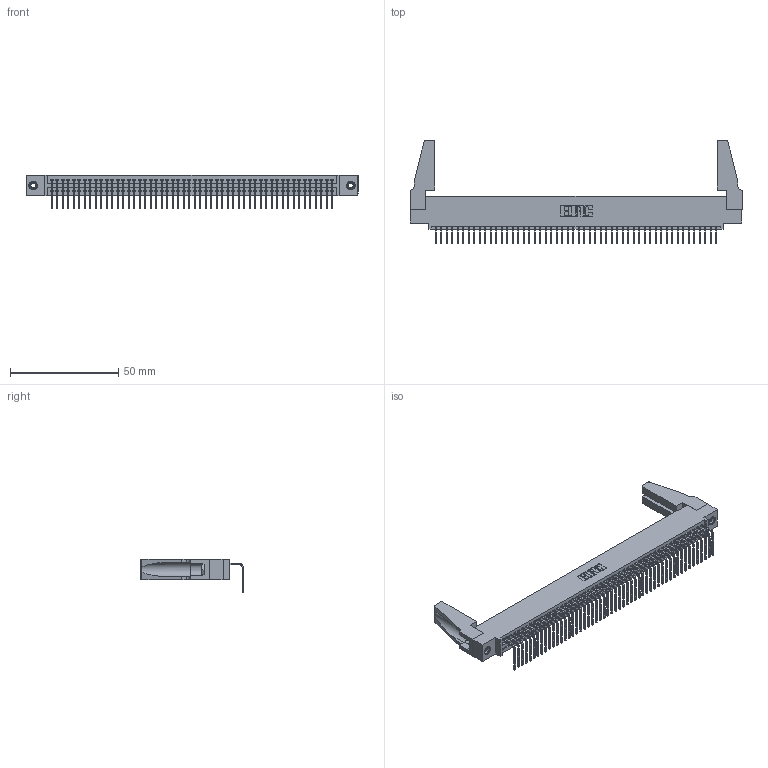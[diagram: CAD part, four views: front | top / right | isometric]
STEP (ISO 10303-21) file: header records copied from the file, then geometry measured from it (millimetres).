
FILE_DESCRIPTION (( 'STEP AP203' ), '1' );
FILE_NAME ('395-052-558-488.STEP', '2019-10-11T14:14:35', ( '' ), ( '' ), 'SwSTEP 2.0', 'SolidWorks 2016', '' );
FILE_SCHEMA (( 'CONFIG_CONTROL_DESIGN' ));
Length unit declared in the file: inch
Products named in the file (5): 345 Part_0.110 Offset - 0.156 Dia-TH; 345-292-001_558 Tail - 2; 345-250-001_345-250-001-102; 345-220-078_345-220-088; 395-052-558-488
Assembly tree (57 placements, depth 2):
  395-052-558-488
    345 Part_0.110 Offset - 0.156 Dia-TH
    345-292-001_558 Tail - 2  x52
    345-250-001_345-250-001-102  x2
    345-220-078_345-220-088  x2
Bounding box: 153.31 x 47.49 x 15.37 mm (x, y, z)
Volume: 17996.3 mm3; surface area: 23958.2 mm2
Topology: 57 solids, 57 shells, 3374 faces, 10131 edges, 6674 vertices
Faces by surface type: plane 2340, cylinder 1018, cone 12, torus 4
Entity records: 40154 total; most frequent: CARTESIAN_POINT 6946, ORIENTED_EDGE 6892, DIRECTION 6058, EDGE_CURVE 3446, VECTOR 3064, LINE 3064, VERTEX_POINT 2290, AXIS2_PLACEMENT_3D 1497
